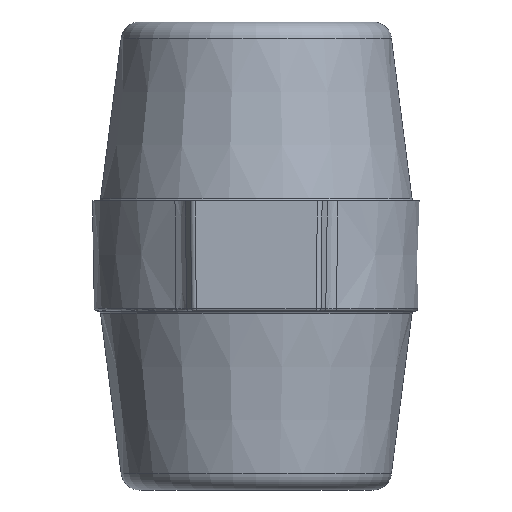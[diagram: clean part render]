
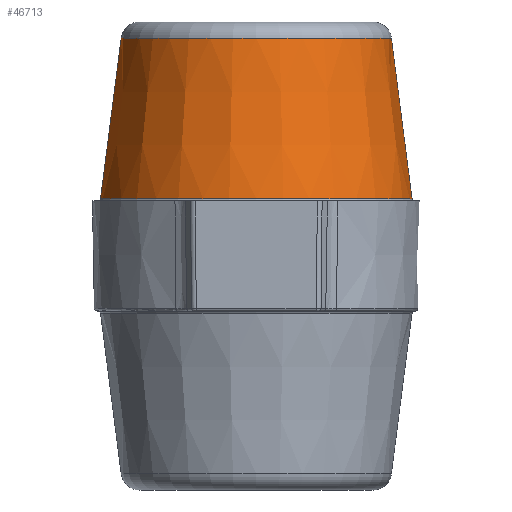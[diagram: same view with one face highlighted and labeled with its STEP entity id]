
A CAD part, front view. The second image highlights one B-rep face of the part: STEP entity #46713.
In plain terms, the highlighted conical face has half-angle 7.306 degrees and reference radius 15.845 mm.
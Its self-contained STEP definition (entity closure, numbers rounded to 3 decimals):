
#398 = CARTESIAN_POINT ( 'NONE',  ( -14.724, 0., 29.754 ) ) ;
#6579 = CARTESIAN_POINT ( 'NONE',  ( 0., 0., 12.262 ) ) ;
#6613 = AXIS2_PLACEMENT_3D ( 'NONE', #60080, #13897, #28860 ) ;
#6746 = AXIS2_PLACEMENT_3D ( 'NONE', #50784, #19542, #9555 ) ;
#8258 = LINE ( 'NONE', #33851, #25969 ) ;
#9555 = DIRECTION ( 'NONE',  ( -1., 0., 0. ) ) ;
#13743 = CARTESIAN_POINT ( 'NONE',  ( -16.966, 0., 12.262 ) ) ;
#13897 = DIRECTION ( 'NONE',  ( 0., 0., -1. ) ) ;
#14890 = FACE_OUTER_BOUND ( 'NONE', #36349, .T. ) ;
#14995 = AXIS2_PLACEMENT_3D ( 'NONE', #6579, #62097, #16262 ) ;
#15083 = ORIENTED_EDGE ( 'NONE', *, *, #42048, .F. ) ;
#15632 = DIRECTION ( 'NONE',  ( -0.127, 0., 0.992 ) ) ;
#16262 = DIRECTION ( 'NONE',  ( 1., 0., 0. ) ) ;
#16816 = ORIENTED_EDGE ( 'NONE', *, *, #63958, .F. ) ;
#18542 = VERTEX_POINT ( 'NONE', #13743 ) ;
#19542 = DIRECTION ( 'NONE',  ( 0., 0., 1. ) ) ;
#21241 = VERTEX_POINT ( 'NONE', #21659 ) ;
#21659 = CARTESIAN_POINT ( 'NONE',  ( 14.724, 0., 29.754 ) ) ;
#25969 = VECTOR ( 'NONE', #28861, 1000. ) ;
#27418 = EDGE_CURVE ( 'NONE', #18542, #61135, #8258, .T. ) ;
#28860 = DIRECTION ( 'NONE',  ( 1., 0., 0. ) ) ;
#28861 = DIRECTION ( 'NONE',  ( 0.127, 0., 0.992 ) ) ;
#29036 = CIRCLE ( 'NONE', #6746, 14.724 ) ;
#30267 = ORIENTED_EDGE ( 'NONE', *, *, #56302, .T. ) ;
#33851 = CARTESIAN_POINT ( 'NONE',  ( -16.966, 0., 12.262 ) ) ;
#36349 = EDGE_LOOP ( 'NONE', ( #30267, #15083, #57350, #16816 ) ) ;
#37294 = CIRCLE ( 'NONE', #14995, 16.966 ) ;
#37773 = CARTESIAN_POINT ( 'NONE',  ( 16.966, 0., 12.262 ) ) ;
#38507 = CONICAL_SURFACE ( 'NONE', #6613, 15.845, 0.128 ) ;
#42048 = EDGE_CURVE ( 'NONE', #61135, #21241, #29036, .T. ) ;
#46713 = ADVANCED_FACE ( 'NONE', ( #14890 ), #38507, .T. ) ;
#50784 = CARTESIAN_POINT ( 'NONE',  ( 0., 0., 29.754 ) ) ;
#51533 = LINE ( 'NONE', #61500, #52748 ) ;
#52135 = VERTEX_POINT ( 'NONE', #37773 ) ;
#52748 = VECTOR ( 'NONE', #15632, 1000. ) ;
#56302 = EDGE_CURVE ( 'NONE', #52135, #21241, #51533, .T. ) ;
#57350 = ORIENTED_EDGE ( 'NONE', *, *, #27418, .F. ) ;
#60080 = CARTESIAN_POINT ( 'NONE',  ( 0., 0., 21.008 ) ) ;
#61135 = VERTEX_POINT ( 'NONE', #398 ) ;
#61500 = CARTESIAN_POINT ( 'NONE',  ( 16.966, 0., 12.262 ) ) ;
#62097 = DIRECTION ( 'NONE',  ( 0., 0., -1. ) ) ;
#63958 = EDGE_CURVE ( 'NONE', #52135, #18542, #37294, .T. ) ;
